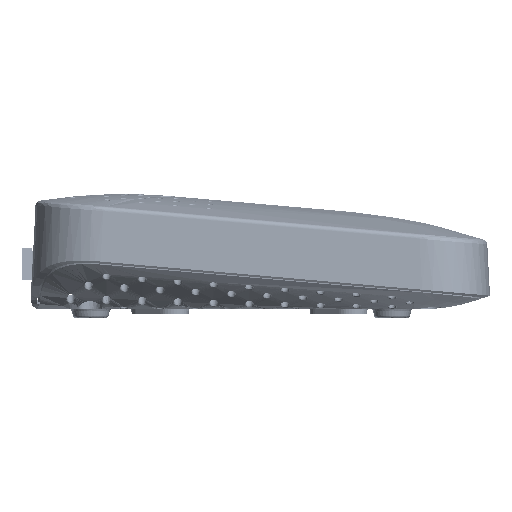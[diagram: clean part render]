
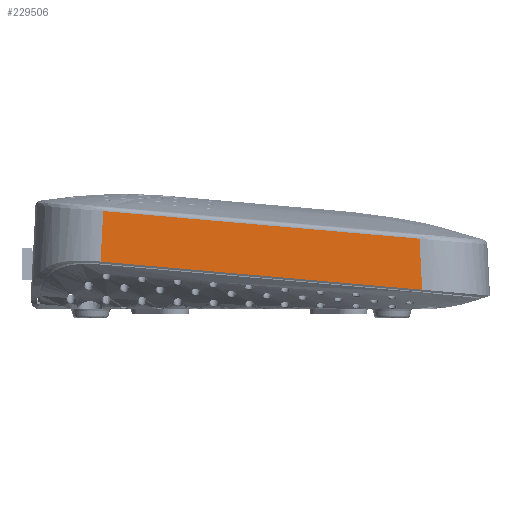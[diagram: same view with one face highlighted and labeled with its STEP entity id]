
A CAD part, left-side view. The second image highlights one B-rep face of the part: STEP entity #229506.
In plain terms, the highlighted face is planar.
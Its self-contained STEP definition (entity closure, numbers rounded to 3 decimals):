
#149 = ORIENTED_EDGE ( 'NONE', *, *, #345460, .T. ) ;
#45518 = LINE ( 'NONE', #239036, #384403 ) ;
#48555 = CARTESIAN_POINT ( 'NONE',  ( -116.067, 28.88, -113.361 ) ) ;
#52718 = CARTESIAN_POINT ( 'NONE',  ( -116.85, 5.732, -19.624 ) ) ;
#65938 = DIRECTION ( 'NONE',  ( -0.999, 0.052, 0.005 ) ) ;
#66642 = VERTEX_POINT ( 'NONE', #414778 ) ;
#70235 = DIRECTION ( 'NONE',  ( 0.052, 0.999, 0. ) ) ;
#74392 = LINE ( 'NONE', #113360, #374511 ) ;
#75202 = VERTEX_POINT ( 'NONE', #277474 ) ;
#96734 = CARTESIAN_POINT ( 'NONE',  ( -116.85, 14.018, -114.327 ) ) ;
#98519 = CARTESIAN_POINT ( 'NONE',  ( -116.85, 3.985, 0.349 ) ) ;
#99029 = CARTESIAN_POINT ( 'NONE',  ( -116.067, 20.745, -20.411 ) ) ;
#101112 = DIRECTION ( 'NONE',  ( 0., 0.087, -0.996 ) ) ;
#101171 = CARTESIAN_POINT ( 'NONE',  ( -116.067, 20.819, -21.211 ) ) ;
#104717 = EDGE_CURVE ( 'NONE', #223333, #210207, #140149, .T. ) ;
#104734 = ORIENTED_EDGE ( 'NONE', *, *, #157019, .F. ) ;
#113360 = CARTESIAN_POINT ( 'NONE',  ( -117.061, 10.017, -114.537 ) ) ;
#135904 = CARTESIAN_POINT ( 'NONE',  ( -116.067, 20.796, -20.944 ) ) ;
#138987 = ORIENTED_EDGE ( 'NONE', *, *, #337659, .F. ) ;
#140149 = LINE ( 'NONE', #172793, #239610 ) ;
#152761 = VERTEX_POINT ( 'NONE', #193941 ) ;
#152822 = CARTESIAN_POINT ( 'NONE',  ( -116.067, 28.848, -112.988 ) ) ;
#157019 = EDGE_CURVE ( 'NONE', #210207, #66642, #74392, .T. ) ;
#169522 = DIRECTION ( 'NONE',  ( -0.052, -0.997, 0.052 ) ) ;
#172793 = CARTESIAN_POINT ( 'NONE',  ( -116.85, 3.985, 0.349 ) ) ;
#175684 = CARTESIAN_POINT ( 'NONE',  ( -116.067, 28.848, -112.988 ) ) ;
#193941 = CARTESIAN_POINT ( 'NONE',  ( -116.067, 20.819, -21.211 ) ) ;
#198516 = FACE_OUTER_BOUND ( 'NONE', #409902, .T. ) ;
#210207 = VERTEX_POINT ( 'NONE', #96734 ) ;
#223333 = VERTEX_POINT ( 'NONE', #52718 ) ;
#229506 = ADVANCED_FACE ( 'NONE', ( #198516 ), #392123, .T. ) ;
#239036 = CARTESIAN_POINT ( 'NONE',  ( -116.995, 2.953, -19.478 ) ) ;
#239610 = VECTOR ( 'NONE', #101112, 1000. ) ;
#241704 = DIRECTION ( 'NONE',  ( 0.053, 0.997, 0.052 ) ) ;
#248020 = VECTOR ( 'NONE', #258095, 1000. ) ;
#250677 = CARTESIAN_POINT ( 'NONE',  ( -116.067, 28.895, -113.547 ) ) ;
#258095 = DIRECTION ( 'NONE',  ( 0., 0.087, -0.996 ) ) ;
#277474 = CARTESIAN_POINT ( 'NONE',  ( -116.067, 20.745, -20.411 ) ) ;
#281920 = B_SPLINE_CURVE_WITH_KNOTS ( 'NONE', 3,
 ( #152822, #376869, #48555, #250677 ),
 .UNSPECIFIED., .F., .F.,
 ( 4, 4 ),
 ( 0., 0.001 ),
 .UNSPECIFIED. ) ;
#305166 = ORIENTED_EDGE ( 'NONE', *, *, #104717, .F. ) ;
#312485 = VERTEX_POINT ( 'NONE', #175684 ) ;
#325739 = AXIS2_PLACEMENT_3D ( 'NONE', #98519, #65938, #70235 ) ;
#337659 = EDGE_CURVE ( 'NONE', #75202, #223333, #45518, .T. ) ;
#345460 = EDGE_CURVE ( 'NONE', #312485, #66642, #281920, .T. ) ;
#355944 = CARTESIAN_POINT ( 'NONE',  ( -116.067, 28.901, -113.586 ) ) ;
#374511 = VECTOR ( 'NONE', #241704, 1000. ) ;
#376869 = CARTESIAN_POINT ( 'NONE',  ( -116.067, 28.865, -113.174 ) ) ;
#384403 = VECTOR ( 'NONE', #169522, 1000. ) ;
#392123 = PLANE ( 'NONE',  #325739 ) ;
#394616 = B_SPLINE_CURVE_WITH_KNOTS ( 'NONE', 3,
 ( #99029, #399017, #135904, #101171 ),
 .UNSPECIFIED., .F., .F.,
 ( 4, 4 ),
 ( 0., 0.001 ),
 .UNSPECIFIED. ) ;
#397739 = ORIENTED_EDGE ( 'NONE', *, *, #404205, .T. ) ;
#399017 = CARTESIAN_POINT ( 'NONE',  ( -116.067, 20.771, -20.677 ) ) ;
#404205 = EDGE_CURVE ( 'NONE', #75202, #152761, #394616, .T. ) ;
#409902 = EDGE_LOOP ( 'NONE', ( #397739, #429774, #149, #104734, #305166, #138987 ) ) ;
#414778 = CARTESIAN_POINT ( 'NONE',  ( -116.067, 28.895, -113.547 ) ) ;
#416585 = EDGE_CURVE ( 'NONE', #152761, #312485, #416986, .T. ) ;
#416986 = LINE ( 'NONE', #355944, #248020 ) ;
#429774 = ORIENTED_EDGE ( 'NONE', *, *, #416585, .T. ) ;
